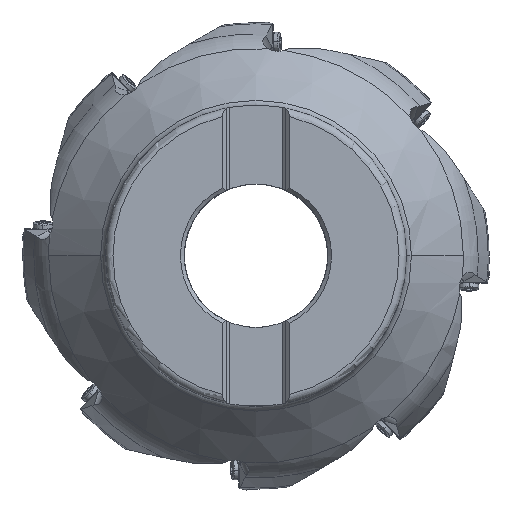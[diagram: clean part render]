
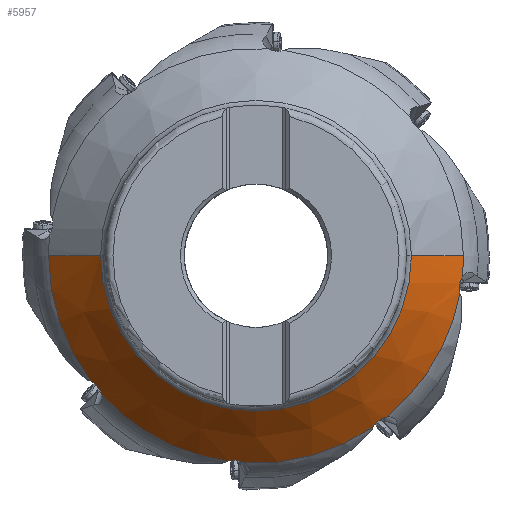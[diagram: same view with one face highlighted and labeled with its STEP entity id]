
A CAD part, top view. The second image highlights one B-rep face of the part: STEP entity #5957.
In plain terms, the highlighted conical face has half-angle 42 degrees and reference radius 48.192 mm.
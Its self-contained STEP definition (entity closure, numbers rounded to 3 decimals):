
#345=CONICAL_SURFACE('',#23499,48.192,42.);
#732=B_SPLINE_CURVE_WITH_KNOTS('',3,(#35079,#35080,#35081,#35082,#35083,
#35084,#35085,#35086,#35087,#35088,#35089,#35090,#35091),.UNSPECIFIED.,
 .F.,.F.,(4,3,3,3,4),(0.,0.261,0.522,0.786,
1.),.UNSPECIFIED.);
#849=B_SPLINE_CURVE_WITH_KNOTS('',3,(#37152,#37153,#37154,#37155,#37156,
#37157,#37158,#37159,#37160,#37161,#37162,#37163,#37164),.UNSPECIFIED.,
 .F.,.F.,(4,3,3,3,4),(0.,0.261,0.522,0.786,
1.),.UNSPECIFIED.);
#875=B_SPLINE_CURVE_WITH_KNOTS('',3,(#37508,#37509,#37510,#37511,#37512,
#37513,#37514,#37515,#37516,#37517,#37518,#37519,#37520),.UNSPECIFIED.,
 .F.,.F.,(4,3,3,3,4),(0.,0.261,0.522,0.786,
1.),.UNSPECIFIED.);
#876=B_SPLINE_CURVE_WITH_KNOTS('',3,(#37524,#37525,#37526,#37527,#37528,
#37529,#37530,#37531,#37532,#37533,#37534,#37535,#37536),.UNSPECIFIED.,
 .F.,.F.,(4,3,3,3,4),(0.,0.261,0.522,0.786,
1.),.UNSPECIFIED.);
#2181=LINE('',#37502,#3581);
#2182=LINE('',#37506,#3582);
#3581=VECTOR('',#26795,1.);
#3582=VECTOR('',#26798,1.);
#4849=FACE_OUTER_BOUND('',#7779,.T.);
#5957=ADVANCED_FACE('',(#4849),#345,.T.);
#7779=EDGE_LOOP('',(#10435,#10436,#10437,#10438,#10439,#10440,#10441,#10442,
#10443,#10444,#10445,#10446));
#10435=ORIENTED_EDGE('',*,*,#18776,.T.);
#10436=ORIENTED_EDGE('',*,*,#18845,.F.);
#10437=ORIENTED_EDGE('',*,*,#18846,.T.);
#10438=ORIENTED_EDGE('',*,*,#18847,.F.);
#10439=ORIENTED_EDGE('',*,*,#18848,.T.);
#10440=ORIENTED_EDGE('',*,*,#18394,.F.);
#10441=ORIENTED_EDGE('',*,*,#18392,.T.);
#10442=ORIENTED_EDGE('',*,*,#18844,.T.);
#10443=ORIENTED_EDGE('',*,*,#18849,.T.);
#10444=ORIENTED_EDGE('',*,*,#18842,.T.);
#10445=ORIENTED_EDGE('',*,*,#18791,.T.);
#10446=ORIENTED_EDGE('',*,*,#18778,.F.);
#16015=VERTEX_POINT('',#35069);
#16016=VERTEX_POINT('',#35071);
#16017=VERTEX_POINT('',#35092);
#16317=VERTEX_POINT('',#37142);
#16318=VERTEX_POINT('',#37144);
#16319=VERTEX_POINT('',#37165);
#16327=VERTEX_POINT('',#37212);
#16355=VERTEX_POINT('',#37503);
#16356=VERTEX_POINT('',#37505);
#16357=VERTEX_POINT('',#37521);
#16358=VERTEX_POINT('',#37523);
#16359=VERTEX_POINT('',#37537);
#18392=EDGE_CURVE('',#16016,#16015,#21246,.T.);
#18394=EDGE_CURVE('',#16016,#16017,#732,.T.);
#18776=EDGE_CURVE('',#16318,#16317,#21326,.T.);
#18778=EDGE_CURVE('',#16318,#16319,#849,.T.);
#18791=EDGE_CURVE('',#16327,#16319,#21330,.T.);
#18842=EDGE_CURVE('',#16355,#16327,#2181,.T.);
#18844=EDGE_CURVE('',#16015,#16356,#2182,.T.);
#18845=EDGE_CURVE('',#16357,#16317,#875,.T.);
#18846=EDGE_CURVE('',#16357,#16358,#21356,.T.);
#18847=EDGE_CURVE('',#16359,#16358,#876,.T.);
#18848=EDGE_CURVE('',#16359,#16017,#21357,.T.);
#18849=EDGE_CURVE('',#16356,#16355,#21358,.T.);
#21246=CIRCLE('',#23277,55.099);
#21326=CIRCLE('',#23435,55.099);
#21330=CIRCLE('',#23446,55.099);
#21356=CIRCLE('',#23496,55.099);
#21357=CIRCLE('',#23497,55.099);
#21358=CIRCLE('',#23498,41.284);
#23277=AXIS2_PLACEMENT_3D('',#35070,#26176,#26177);
#23435=AXIS2_PLACEMENT_3D('',#37143,#26668,#26669);
#23446=AXIS2_PLACEMENT_3D('',#37211,#26693,#26694);
#23496=AXIS2_PLACEMENT_3D('',#37522,#26801,#26802);
#23497=AXIS2_PLACEMENT_3D('',#37538,#26803,#26804);
#23498=AXIS2_PLACEMENT_3D('',#37539,#26805,#26806);
#23499=AXIS2_PLACEMENT_3D('',#37540,#26807,#26808);
#26176=DIRECTION('',(0.,0.,1.));
#26177=DIRECTION('',(0.995,-0.102,0.));
#26668=DIRECTION('',(0.,0.,1.));
#26669=DIRECTION('',(-0.745,-0.667,0.));
#26693=DIRECTION('',(0.,0.,1.));
#26694=DIRECTION('',(-1.,0.,0.));
#26795=DIRECTION('',(-0.669,0.,-0.743));
#26798=DIRECTION('',(-0.669,0.,0.743));
#26801=DIRECTION('',(0.,0.,1.));
#26802=DIRECTION('',(-0.058,-0.998,0.));
#26803=DIRECTION('',(0.,0.,1.));
#26804=DIRECTION('',(0.629,-0.777,0.));
#26805=DIRECTION('',(0.,0.,-1.));
#26806=DIRECTION('',(1.,0.,0.));
#26807=DIRECTION('',(0.,0.,-1.));
#26808=DIRECTION('',(1.,0.,0.));
#35069=CARTESIAN_POINT('',(55.099,0.,-34.769));
#35070=CARTESIAN_POINT('',(0.,0.,-34.769));
#35071=CARTESIAN_POINT('',(54.814,-5.597,-34.769));
#35079=CARTESIAN_POINT('',(54.814,-5.597,-34.769));
#35080=CARTESIAN_POINT('',(54.62,-5.896,-34.588));
#35081=CARTESIAN_POINT('',(54.453,-6.244,-34.446));
#35082=CARTESIAN_POINT('',(54.327,-6.613,-34.357));
#35083=CARTESIAN_POINT('',(54.201,-6.982,-34.268));
#35084=CARTESIAN_POINT('',(54.113,-7.382,-34.229));
#35085=CARTESIAN_POINT('',(54.068,-7.779,-34.242));
#35086=CARTESIAN_POINT('',(54.021,-8.181,-34.255));
#35087=CARTESIAN_POINT('',(54.017,-8.59,-34.319));
#35088=CARTESIAN_POINT('',(54.05,-8.979,-34.427));
#35089=CARTESIAN_POINT('',(54.077,-9.295,-34.514));
#35090=CARTESIAN_POINT('',(54.13,-9.603,-34.631));
#35091=CARTESIAN_POINT('',(54.204,-9.893,-34.769));
#35092=CARTESIAN_POINT('',(54.204,-9.893,-34.769));
#37142=CARTESIAN_POINT('',(-7.519,-54.584,-34.769));
#37143=CARTESIAN_POINT('',(0.,0.,-34.769));
#37144=CARTESIAN_POINT('',(-41.031,-36.775,-34.769));
#37152=CARTESIAN_POINT('',(-41.031,-36.775,-34.769));
#37153=CARTESIAN_POINT('',(-41.12,-36.43,-34.588));
#37154=CARTESIAN_POINT('',(-41.266,-36.073,-34.446));
#37155=CARTESIAN_POINT('',(-41.454,-35.731,-34.357));
#37156=CARTESIAN_POINT('',(-41.642,-35.39,-34.268));
#37157=CARTESIAN_POINT('',(-41.879,-35.056,-34.229));
#37158=CARTESIAN_POINT('',(-42.142,-34.755,-34.242));
#37159=CARTESIAN_POINT('',(-42.408,-34.45,-34.255));
#37160=CARTESIAN_POINT('',(-42.707,-34.171,-34.319));
#37161=CARTESIAN_POINT('',(-43.017,-33.934,-34.427));
#37162=CARTESIAN_POINT('',(-43.27,-33.742,-34.514));
#37163=CARTESIAN_POINT('',(-43.533,-33.573,-34.631));
#37164=CARTESIAN_POINT('',(-43.797,-33.433,-34.769));
#37165=CARTESIAN_POINT('',(-43.797,-33.433,-34.769));
#37211=CARTESIAN_POINT('',(0.,0.,-34.769));
#37212=CARTESIAN_POINT('',(-55.099,0.,-34.769));
#37502=CARTESIAN_POINT('',(-41.284,0.,-19.426));
#37503=CARTESIAN_POINT('',(-41.284,0.,-19.426));
#37505=CARTESIAN_POINT('',(41.284,0.,-19.426));
#37506=CARTESIAN_POINT('',(55.099,0.,-34.769));
#37508=CARTESIAN_POINT('',(-3.201,-55.006,-34.769));
#37509=CARTESIAN_POINT('',(-3.508,-54.825,-34.588));
#37510=CARTESIAN_POINT('',(-3.863,-54.673,-34.446));
#37511=CARTESIAN_POINT('',(-4.237,-54.564,-34.357));
#37512=CARTESIAN_POINT('',(-4.611,-54.454,-34.268));
#37513=CARTESIAN_POINT('',(-5.014,-54.384,-34.229));
#37514=CARTESIAN_POINT('',(-5.413,-54.355,-34.242));
#37515=CARTESIAN_POINT('',(-5.817,-54.327,-34.255));
#37516=CARTESIAN_POINT('',(-6.226,-54.34,-34.319));
#37517=CARTESIAN_POINT('',(-6.613,-54.39,-34.427));
#37518=CARTESIAN_POINT('',(-6.927,-54.431,-34.514));
#37519=CARTESIAN_POINT('',(-7.233,-54.497,-34.631));
#37520=CARTESIAN_POINT('',(-7.519,-54.584,-34.769));
#37521=CARTESIAN_POINT('',(-3.201,-55.006,-34.769));
#37522=CARTESIAN_POINT('',(0.,0.,-34.769));
#37523=CARTESIAN_POINT('',(31.174,-45.432,-34.769));
#37524=CARTESIAN_POINT('',(34.652,-42.839,-34.769));
#37525=CARTESIAN_POINT('',(34.303,-42.911,-34.588));
#37526=CARTESIAN_POINT('',(33.939,-43.038,-34.446));
#37527=CARTESIAN_POINT('',(33.588,-43.209,-34.357));
#37528=CARTESIAN_POINT('',(33.238,-43.379,-34.268));
#37529=CARTESIAN_POINT('',(32.892,-43.599,-34.229));
#37530=CARTESIAN_POINT('',(32.578,-43.846,-34.242));
#37531=CARTESIAN_POINT('',(32.26,-44.096,-34.255));
#37532=CARTESIAN_POINT('',(31.967,-44.381,-34.319));
#37533=CARTESIAN_POINT('',(31.715,-44.679,-34.427));
#37534=CARTESIAN_POINT('',(31.509,-44.921,-34.514));
#37535=CARTESIAN_POINT('',(31.328,-45.176,-34.631));
#37536=CARTESIAN_POINT('',(31.174,-45.432,-34.769));
#37537=CARTESIAN_POINT('',(34.652,-42.839,-34.769));
#37538=CARTESIAN_POINT('',(0.,0.,-34.769));
#37539=CARTESIAN_POINT('',(0.,0.,-19.426));
#37540=CARTESIAN_POINT('',(0.,0.,-27.098));
